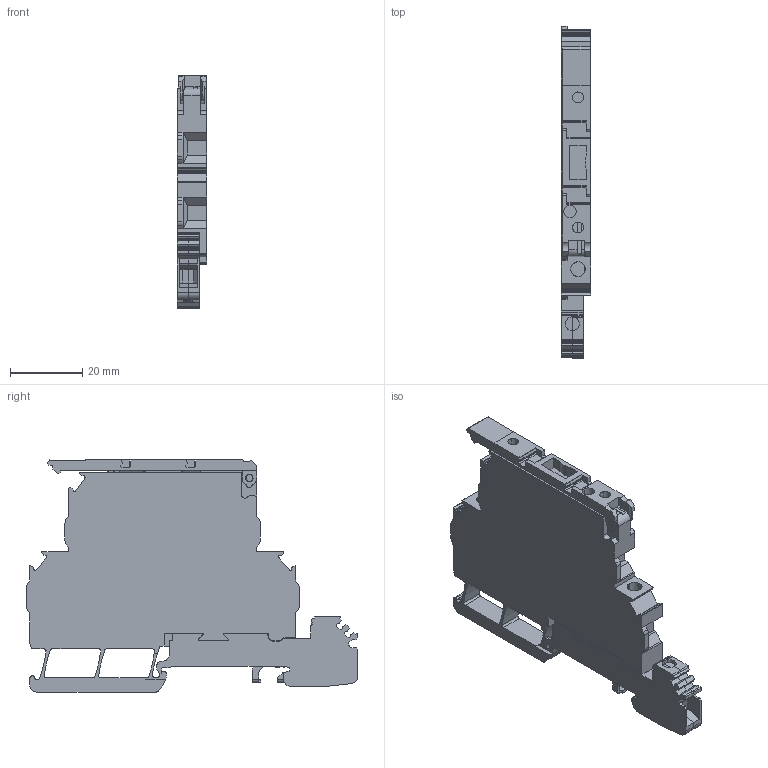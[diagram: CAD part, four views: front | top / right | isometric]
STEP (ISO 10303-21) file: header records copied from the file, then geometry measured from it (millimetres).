
FILE_DESCRIPTION(('CATIA V5R24 STEP','CAx-IF Rec.Pracs.--- Model Styling and Organization---1.2---2011-12-15'),'2;1');
FILE_NAME ('D1452614_0', '2018-08-17T13:04:55+00:00', ('Weidmueller Interface'), ('Weidmueller'), 'CATIA Version 5-6 Release 2014 SP4 HF52', 'CATIA V5 STEP AP214', 'none');
FILE_SCHEMA(('AUTOMOTIVE_DESIGN { 1 0 10303 214 1 1 1 1 }'));
Length unit declared in the file: millimetre
Products named in the file (1): KDKS
Bounding box: 8.12 x 91.85 x 64.22 mm (x, y, z)
Volume: 29540.4 mm3; surface area: 17483.2 mm2
Topology: 6 solids, 6 shells, 1273 faces, 3614 edges, 2375 vertices
Faces by surface type: plane 789, cylinder 405, cone 56, torus 18, extrusion 5
Entity records: 39660 total; most frequent: CARTESIAN_POINT 7687, ORIENTED_EDGE 7228, DIRECTION 5561, EDGE_CURVE 3614, VECTOR 2635, LINE 2630, VERTEX_POINT 2375, AXIS2_PLACEMENT_3D 1922
